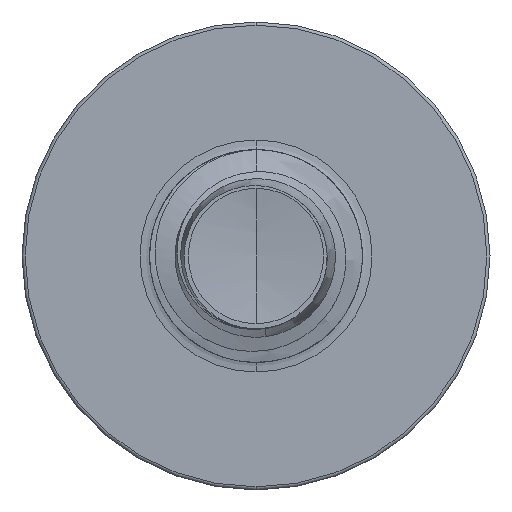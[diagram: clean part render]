
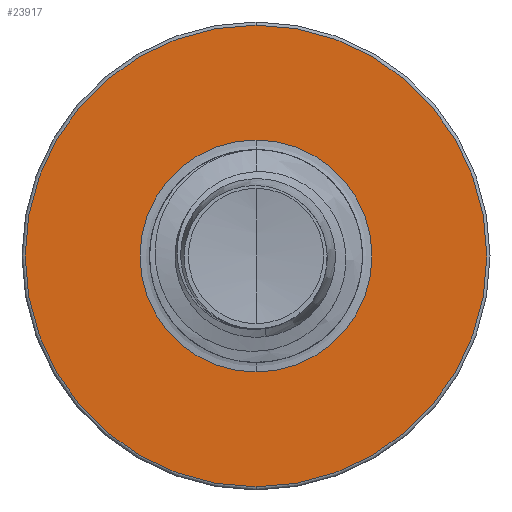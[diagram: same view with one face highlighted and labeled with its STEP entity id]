
A CAD part, front view. The second image highlights one B-rep face of the part: STEP entity #23917.
In plain terms, the highlighted planar face has unit normal (0, -1, 0).
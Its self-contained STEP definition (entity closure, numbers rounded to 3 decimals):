
#5432 = ORIENTED_EDGE ( 'NONE', *, *, #29135, .T. ) ;
#8155 = DIRECTION ( 'NONE',  ( 0., 1., 0. ) ) ;
#9619 = DIRECTION ( 'NONE',  ( 0., 1., 0. ) ) ;
#10093 = CIRCLE ( 'NONE', #19964, 1.363 ) ;
#11317 = CARTESIAN_POINT ( 'NONE',  ( 0., 10., 1.363 ) ) ;
#11786 = CIRCLE ( 'NONE', #16838, 2.713 ) ;
#11921 = FACE_OUTER_BOUND ( 'NONE', #21969, .T. ) ;
#13529 = ORIENTED_EDGE ( 'NONE', *, *, #31353, .T. ) ;
#13735 = DIRECTION ( 'NONE',  ( 0., 1., 0. ) ) ;
#15623 = CARTESIAN_POINT ( 'NONE',  ( 0., 10., 0. ) ) ;
#16838 = AXIS2_PLACEMENT_3D ( 'NONE', #31460, #19279, #32948 ) ;
#18958 = DIRECTION ( 'NONE',  ( 0., 0., 1. ) ) ;
#19279 = DIRECTION ( 'NONE',  ( 0., 1., 0. ) ) ;
#19964 = AXIS2_PLACEMENT_3D ( 'NONE', #15623, #31298, #18958 ) ;
#21969 = EDGE_LOOP ( 'NONE', ( #27449, #29616 ) ) ;
#23917 = ADVANCED_FACE ( 'NONE', ( #11921, #27006 ), #26341, .F. ) ;
#25570 = VERTEX_POINT ( 'NONE', #27804 ) ;
#26341 = PLANE ( 'NONE',  #34144 ) ;
#26814 = VERTEX_POINT ( 'NONE', #29144 ) ;
#27006 = FACE_BOUND ( 'NONE', #29795, .T. ) ;
#27094 = CARTESIAN_POINT ( 'NONE',  ( 0., 10., 0. ) ) ;
#27232 = CIRCLE ( 'NONE', #30086, 2.713 ) ;
#27279 = CIRCLE ( 'NONE', #32364, 1.363 ) ;
#27449 = ORIENTED_EDGE ( 'NONE', *, *, #32863, .F. ) ;
#27804 = CARTESIAN_POINT ( 'NONE',  ( 0., 10., 2.713 ) ) ;
#27826 = CARTESIAN_POINT ( 'NONE',  ( 0., 10., -2.712 ) ) ;
#28144 = DIRECTION ( 'NONE',  ( 0., 0., 1. ) ) ;
#28742 = DIRECTION ( 'NONE',  ( 0., 0., 1. ) ) ;
#28883 = CARTESIAN_POINT ( 'NONE',  ( 0., 10., 0. ) ) ;
#29135 = EDGE_CURVE ( 'NONE', #30459, #26814, #27279, .T. ) ;
#29144 = CARTESIAN_POINT ( 'NONE',  ( 0., 10., -1.363 ) ) ;
#29616 = ORIENTED_EDGE ( 'NONE', *, *, #33738, .F. ) ;
#29795 = EDGE_LOOP ( 'NONE', ( #5432, #13529 ) ) ;
#30086 = AXIS2_PLACEMENT_3D ( 'NONE', #28883, #13735, #30476 ) ;
#30459 = VERTEX_POINT ( 'NONE', #11317 ) ;
#30476 = DIRECTION ( 'NONE',  ( 0., 0., 1. ) ) ;
#31193 = VERTEX_POINT ( 'NONE', #27826 ) ;
#31298 = DIRECTION ( 'NONE',  ( 0., 1., 0. ) ) ;
#31353 = EDGE_CURVE ( 'NONE', #26814, #30459, #10093, .T. ) ;
#31460 = CARTESIAN_POINT ( 'NONE',  ( 0., 10., 0. ) ) ;
#32364 = AXIS2_PLACEMENT_3D ( 'NONE', #27094, #9619, #28742 ) ;
#32863 = EDGE_CURVE ( 'NONE', #25570, #31193, #27232, .T. ) ;
#32948 = DIRECTION ( 'NONE',  ( 0., 0., 1. ) ) ;
#33738 = EDGE_CURVE ( 'NONE', #31193, #25570, #11786, .T. ) ;
#33994 = CARTESIAN_POINT ( 'NONE',  ( 0., 10., -1.363 ) ) ;
#34144 = AXIS2_PLACEMENT_3D ( 'NONE', #33994, #8155, #28144 ) ;
